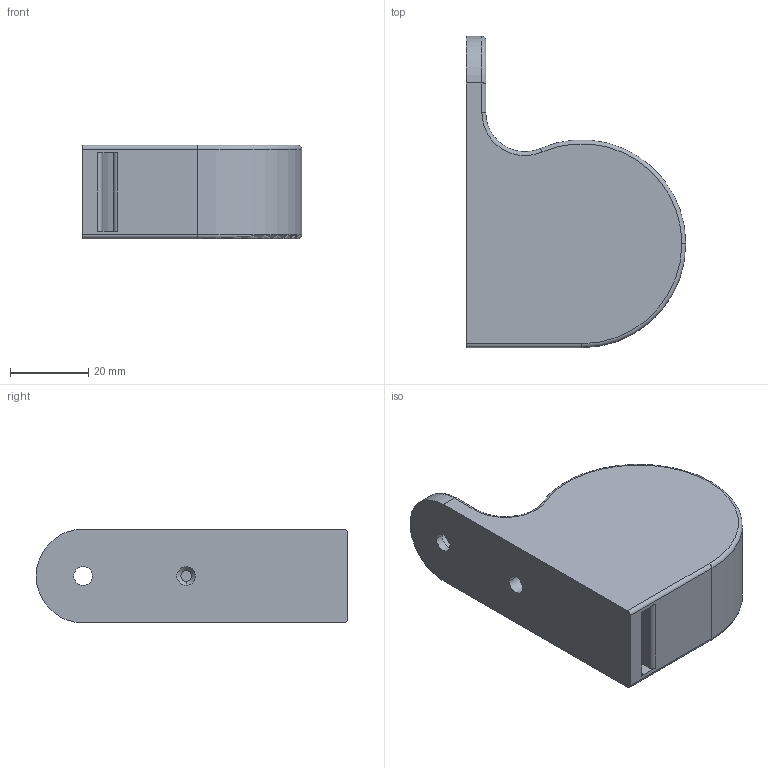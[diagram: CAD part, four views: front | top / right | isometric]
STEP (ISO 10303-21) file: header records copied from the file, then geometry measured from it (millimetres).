
FILE_DESCRIPTION (( 'STEP AP214' ), '1' );
FILE_NAME ('LCF 250 12 075S- 2_09lbs Constant Force Spring Holder.STEP', '2025-06-10T06:28:11', ( '' ), ( '' ), 'SwSTEP 2.0', 'SolidWorks 2021', '' );
FILE_SCHEMA (( 'AUTOMOTIVE_DESIGN' ));
Length unit declared in the file: millimetre
Products named in the file (1): LCF 250 12 075S- 2_09lbs Constant Force Spring Holder
Bounding box: 56.25 x 79.8 x 24 mm (x, y, z)
Volume: 41505.2 mm3; surface area: 19325.8 mm2
Topology: 1 solids, 1 shells, 48 faces, 113 edges, 72 vertices
Faces by surface type: cylinder 26, plane 13, torus 7, cone 2
Entity records: 1446 total; most frequent: DIRECTION 278, CARTESIAN_POINT 234, ORIENTED_EDGE 226, AXIS2_PLACEMENT_3D 116, EDGE_CURVE 113, VERTEX_POINT 72, CIRCLE 67, EDGE_LOOP 57
